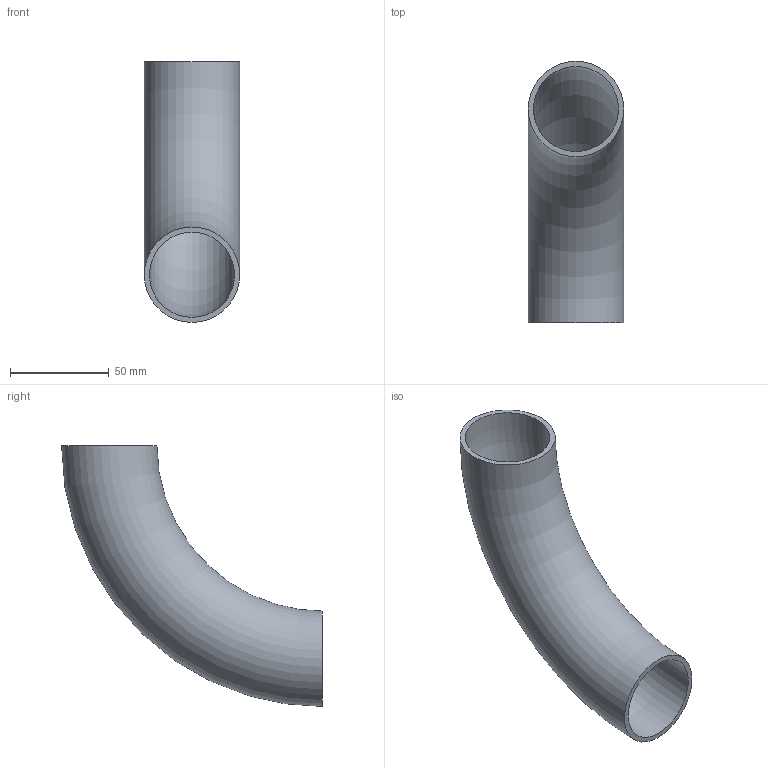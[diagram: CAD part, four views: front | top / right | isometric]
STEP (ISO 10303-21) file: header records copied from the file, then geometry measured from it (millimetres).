
FILE_DESCRIPTION (( 'STEP AP203' ), '1' );
FILE_NAME ('55204-ST.step', '2022-04-04T08:13:11', ( '' ), ( '' ), 'SwSTEP 2.0', 'SolidWorks 2018', '' );
FILE_SCHEMA (( 'CONFIG_CONTROL_DESIGN' ));
Length unit declared in the file: millimetre
Products named in the file (1): 55204-ST
Bounding box: 48.3 x 132.15 x 132.15 mm (x, y, z)
Volume: 63325.6 mm3; surface area: 49467.9 mm2
Topology: 1 solids, 1 shells, 218 faces, 585 edges, 390 vertices
Faces by surface type: plane 101, bspline 94, torus 23
Entity records: 10986 total; most frequent: CARTESIAN_POINT 6488, ORIENTED_EDGE 1166, EDGE_CURVE 583, DIRECTION 451, VERTEX_POINT 390, B_SPLINE_CURVE_WITH_KNOTS 386, EDGE_LOOP 243, FACE_OUTER_BOUND 220
